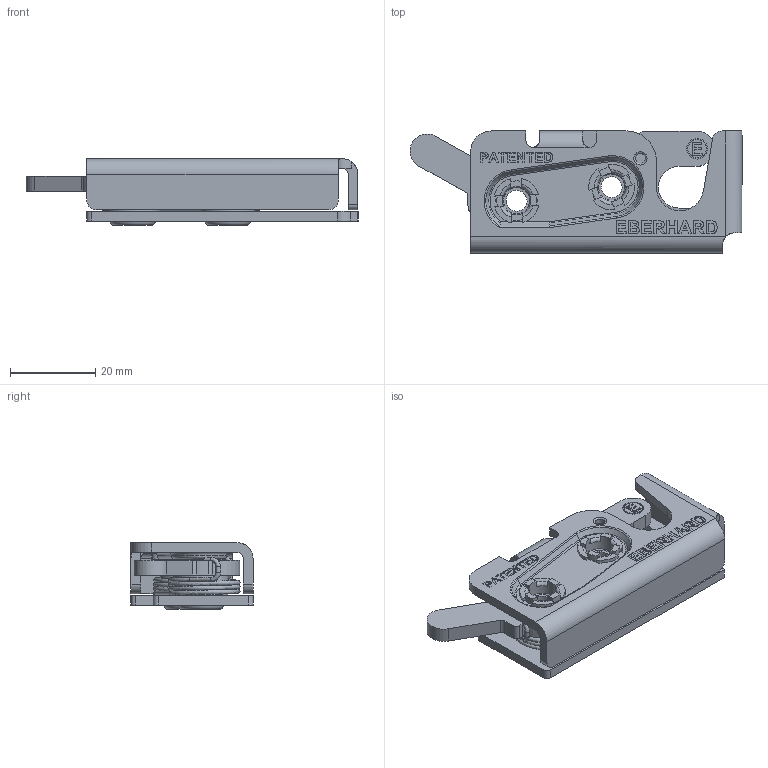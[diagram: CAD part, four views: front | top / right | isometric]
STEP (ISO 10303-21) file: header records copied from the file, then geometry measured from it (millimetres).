
FILE_DESCRIPTION(/* description */ (''),/* implementation_level */ '2;1');
FILE_NAME(/* name */ '80-241-ML.stp',/* time_stamp */ '2023-11-21T11:21:10-05:00',/* author */ ('dtinay'),/* organization */ ('Eberhard Manufacturing Company'),/* preprocessor_version */ 'ST-DEVELOPER v20',/* originating_system */ 'Autodesk Inventor 2024',/* authorisation */ '');
FILE_SCHEMA (('AUTOMOTIVE_DESIGN { 1 0 10303 214 3 1 1 }'));
Length unit declared in the file: inch
Products named in the file (7): 80-241-ML; 1-240-1L; 8-240-2X; HD-240-7M; 1C-241-5; 80-240-4L; 240-SS9
Assembly tree (7 placements, depth 2):
  80-241-ML
    1-240-1L
    8-240-2X
    HD-240-7M  x2
    1C-241-5
    80-240-4L
    240-SS9
Bounding box: 77.71 x 28.57 x 15.67 mm (x, y, z)
Volume: 13210.8 mm3; surface area: 14657.6 mm2
Topology: 7 solids, 7 shells, 590 faces, 1553 edges, 1021 vertices
Faces by surface type: plane 376, cylinder 121, bspline 63, torus 22, cone 8
Full cylindrical faces by diameter (mm): 1.016 x4, 2.337 x1, 3.175 x1, 4.318 x2, 4.826 x2, 4.917 x2, 6.629 x4, 8.42 x4, 11.112 x2, 11.367 x2, 12.7 x2
Entity records: 19488 total; most frequent: CARTESIAN_POINT 5969, ORIENTED_EDGE 2844, DIRECTION 2494, EDGE_CURVE 1422, LINE 1024, VECTOR 1024, VERTEX_POINT 938, AXIS2_PLACEMENT_3D 735
